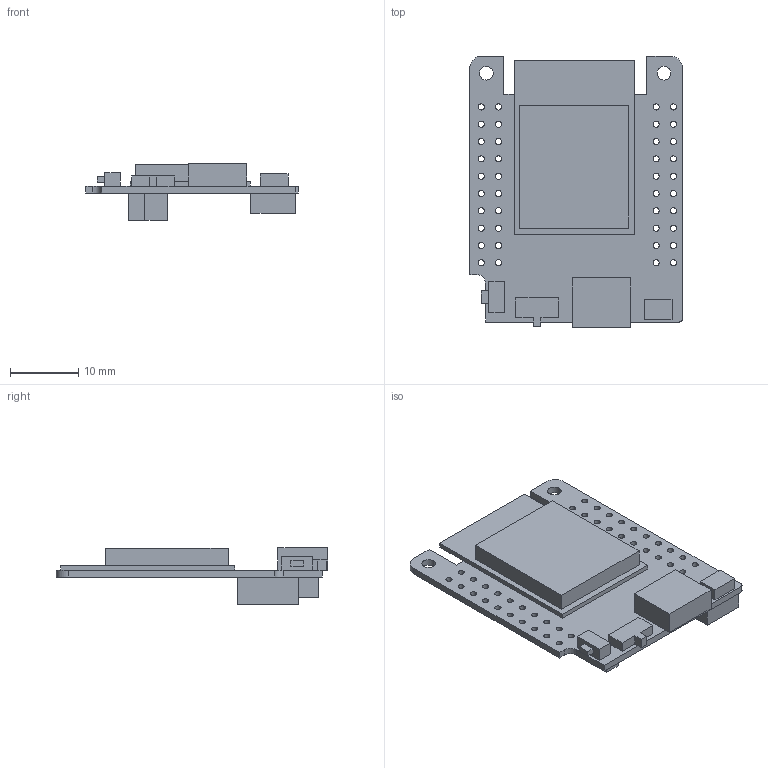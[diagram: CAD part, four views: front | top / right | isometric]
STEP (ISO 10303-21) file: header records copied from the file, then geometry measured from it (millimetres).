
FILE_DESCRIPTION((''),'2;1');
FILE_NAME('PRT0001','2022-12-13T10:59:28',('HR'),(''),'CREO PARAMETRIC BY PTC INC, 2019010','CREO PARAMETRIC BY PTC INC, 2019010','');
FILE_SCHEMA(('AUTOMOTIVE_DESIGN { 1 0 10303 214 1 1 1 1 }'));
Length unit declared in the file: millimetre
Products named in the file (1): PRT0001
Bounding box: 31.17 x 39.83 x 8.3 mm (x, y, z)
Volume: 2643.1 mm3; surface area: 3179.6 mm2
Topology: 1 solids, 1 shells, 156 faces, 438 edges, 290 vertices
Faces by surface type: cylinder 88, plane 68
Entity records: 5325 total; most frequent: DIRECTION 926, CARTESIAN_POINT 886, ORIENTED_EDGE 876, EDGE_CURVE 438, AXIS2_PLACEMENT_3D 332, VERTEX_POINT 290, VECTOR 262, LINE 262
